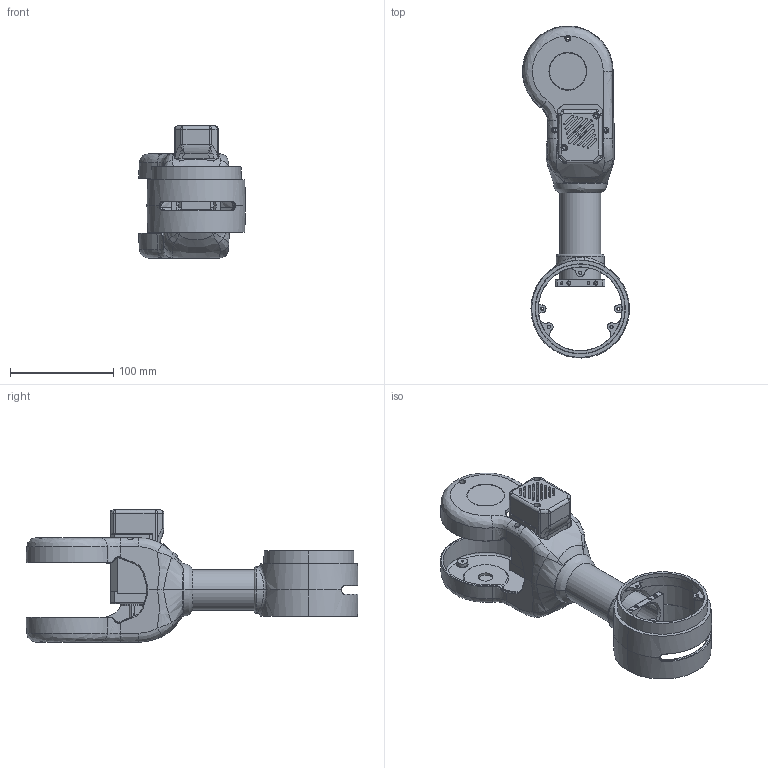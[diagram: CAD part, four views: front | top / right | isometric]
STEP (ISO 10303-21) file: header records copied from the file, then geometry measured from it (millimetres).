
FILE_DESCRIPTION(/* description */ ('STEP AP242','CAx-IF Rec.Pracs.---Representation and Presentation of Product Manufacturing Information (PMI)---4.0---2014-10-13','CAx-IF Rec.Pracs.---3D Tessellated Geometry---0.4---2014-09-14','2;1'),/* implementation_level */ '2;1');
FILE_NAME(/* name */ '6759995cfb4fe213ddd2255a',/* time_stamp */ '2024-12-11T13:53:36Z',/* author */ (''),/* organization */ (''),/* preprocessor_version */ 'ST-DEVELOPER v20',/* originating_system */ 'ONSHAPE BY PTC INC, 1.190',/* authorisation */ ' ');
FILE_SCHEMA (('AP242_MANAGED_MODEL_BASED_3D_ENGINEERING_MIM_LF { 1 0 10303 442 1 1 4 }'));
Products named in the file (12): NED3_PRO_ARM_ASSEMBLY; 10001762-2_ARM_TUBE; 10001763-1_AXIS-3_RIGHT_SHELL-RAL5011; 10001186-1_NEMA 17_87Ncm; 10001756-1_AXIS-2b_RIGHT_SHELL-BLACK; 10001841-1_STEPPER_SHELL; 10001203-1_ROUND_BLACK_STICKER_D37-5; 10001757-1_AXIS-2b_LEFT_SHELL-BLACK; 10001764-1_AXIS-3_LEFT_SHELL-RAL5011
Assembly tree (12 placements, depth 2):
  NED3_PRO_ARM_ASSEMBLY
    10001762-2_ARM_TUBE
    10001763-1_AXIS-3_RIGHT_SHELL-RAL5011
    10001186-1_NEMA 17_87Ncm
    10001186-1_NEMA 17_87Ncm
    10001756-1_AXIS-2b_RIGHT_SHELL-BLACK
    10001841-1_STEPPER_SHELL
    10001203-1_ROUND_BLACK_STICKER_D37-5  x2
    10001757-1_AXIS-2b_LEFT_SHELL-BLACK
    10001186-1_NEMA 17_87Ncm
    10001764-1_AXIS-3_LEFT_SHELL-RAL5011
    10001186-1_NEMA 17_87Ncm
Bounding box: 103.75 x 321.9 x 128 mm (x, y, z)
Volume: 322640.6 mm3; surface area: 197908.9 mm2
Topology: 12 solids, 12 shells, 910 faces, 2379 edges, 1493 vertices
Faces by surface type: bspline 910
Entity records: 43593 total; most frequent: CARTESIAN_POINT 23850, ORIENTED_EDGE 4688, DIRECTION 2614, EDGE_CURVE 2344, VERTEX_POINT 1489, EDGE_LOOP 1027, FACE_BOUND 1027, ADVANCED_FACE 906
